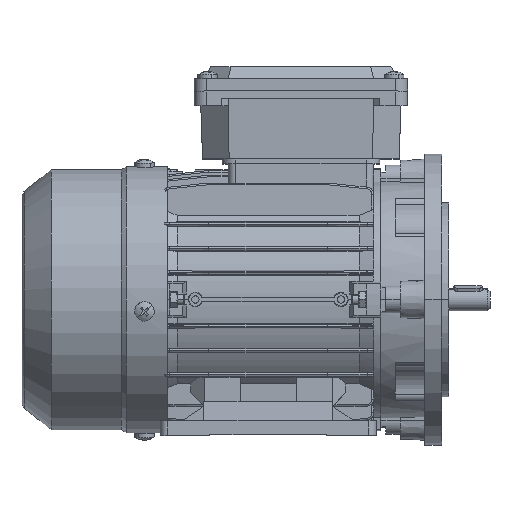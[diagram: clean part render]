
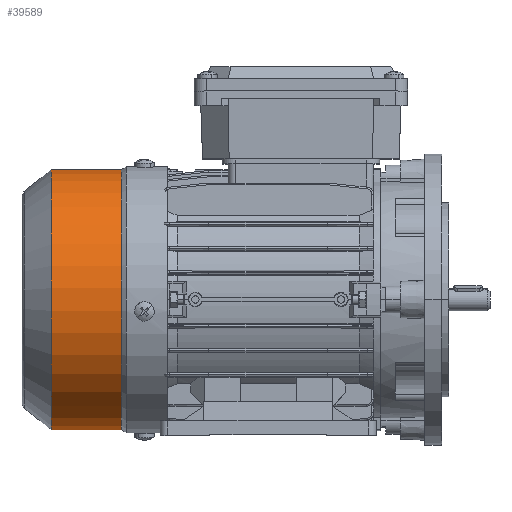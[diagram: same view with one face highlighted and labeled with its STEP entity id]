
A CAD part, top view. The second image highlights one B-rep face of the part: STEP entity #39589.
In plain terms, the highlighted cylindrical face has radius 53.8 mm (diameter 107.6 mm), a partial arc.
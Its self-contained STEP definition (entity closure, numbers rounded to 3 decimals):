
#39533 = VERTEX_POINT ( 'NONE', #89234 ) ;
#39574 = EDGE_CURVE ( 'NONE', #39533, #39575, #89379, .T. ) ;
#39575 = VERTEX_POINT ( 'NONE', #89374 ) ;
#39589 = ADVANCED_FACE ( 'NONE', ( #89418 ), #89416, .T. ) ;
#39592 = EDGE_LOOP ( 'NONE', ( #39593, #39637, #39641, #39643 ) ) ;
#39593 = ORIENTED_EDGE ( 'NONE', *, *, #39595, .T. ) ;
#39595 = EDGE_CURVE ( 'NONE', #39596, #39597, #89411, .T. ) ;
#39596 = VERTEX_POINT ( 'NONE', #89406 ) ;
#39597 = VERTEX_POINT ( 'NONE', #89405 ) ;
#39637 = ORIENTED_EDGE ( 'NONE', *, *, #39638, .T. ) ;
#39638 = EDGE_CURVE ( 'NONE', #39597, #39575, #89517, .T. ) ;
#39641 = ORIENTED_EDGE ( 'NONE', *, *, #39574, .F. ) ;
#39643 = ORIENTED_EDGE ( 'NONE', *, *, #39644, .F. ) ;
#39644 = EDGE_CURVE ( 'NONE', #39596, #39533, #89508, .T. ) ;
#89234 = CARTESIAN_POINT ( 'NONE',  ( 19., 0., 53.8 ) ) ;
#89374 = CARTESIAN_POINT ( 'NONE',  ( 19., 0., -53.8 ) ) ;
#89375 = DIRECTION ( 'NONE',  ( 0., 0., 1. ) ) ;
#89376 = DIRECTION ( 'NONE',  ( -1., 0., 0. ) ) ;
#89377 = CARTESIAN_POINT ( 'NONE',  ( 19., 0., 0. ) ) ;
#89378 = AXIS2_PLACEMENT_3D ( 'NONE', #89377, #89376, #89375 ) ;
#89379 = CIRCLE ( 'NONE', #89378, 53.8 ) ;
#89405 = CARTESIAN_POINT ( 'NONE',  ( 48., 0., -53.8 ) ) ;
#89406 = CARTESIAN_POINT ( 'NONE',  ( 48., 0., 53.8 ) ) ;
#89407 = DIRECTION ( 'NONE',  ( 0., 0., 1. ) ) ;
#89408 = DIRECTION ( 'NONE',  ( -1., 0., 0. ) ) ;
#89409 = CARTESIAN_POINT ( 'NONE',  ( 48., 0., 0. ) ) ;
#89410 = AXIS2_PLACEMENT_3D ( 'NONE', #89409, #89408, #89407 ) ;
#89411 = CIRCLE ( 'NONE', #89410, 53.8 ) ;
#89412 = DIRECTION ( 'NONE',  ( 0., 0., 1. ) ) ;
#89413 = DIRECTION ( 'NONE',  ( -1., 0., 0. ) ) ;
#89414 = CARTESIAN_POINT ( 'NONE',  ( 0., 0., 0. ) ) ;
#89415 = AXIS2_PLACEMENT_3D ( 'NONE', #89414, #89413, #89412 ) ;
#89416 = CYLINDRICAL_SURFACE ( 'NONE', #89415, 53.8 ) ;
#89418 = FACE_OUTER_BOUND ( 'NONE', #39592, .T. ) ;
#89505 = DIRECTION ( 'NONE',  ( -1., 0., 0. ) ) ;
#89506 = VECTOR ( 'NONE', #89505, 1000. ) ;
#89507 = CARTESIAN_POINT ( 'NONE',  ( 0., 0., 53.8 ) ) ;
#89508 = LINE ( 'NONE', #89507, #89506 ) ;
#89514 = DIRECTION ( 'NONE',  ( -1., 0., 0. ) ) ;
#89515 = VECTOR ( 'NONE', #89514, 1000. ) ;
#89516 = CARTESIAN_POINT ( 'NONE',  ( 0., 0., -53.8 ) ) ;
#89517 = LINE ( 'NONE', #89516, #89515 ) ;
